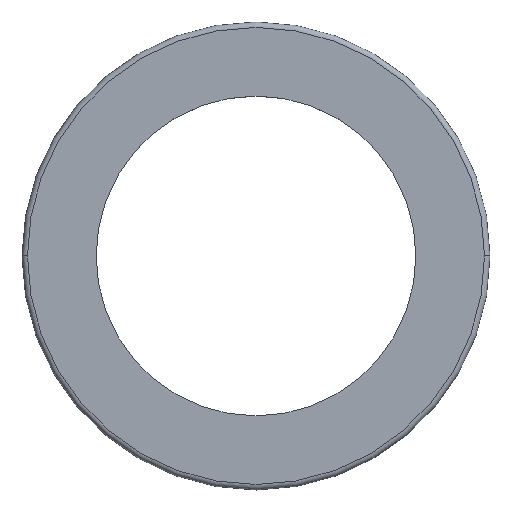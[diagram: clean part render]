
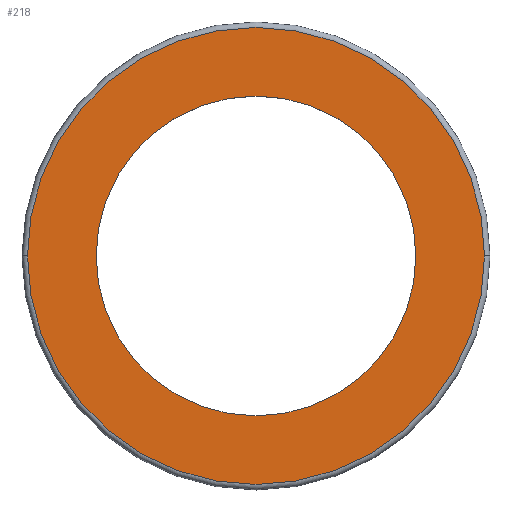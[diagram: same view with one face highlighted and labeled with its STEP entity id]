
A CAD part, top view. The second image highlights one B-rep face of the part: STEP entity #218.
In plain terms, the highlighted planar face has unit normal (0, 0, 1).
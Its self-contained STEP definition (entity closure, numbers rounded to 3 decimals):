
#44=CARTESIAN_POINT('',(0.,0.,0.33));
#45=DIRECTION('',(0.,0.,-1.));
#46=DIRECTION('',(1.,0.,0.));
#47=AXIS2_PLACEMENT_3D('',#44,#45,#46);
#49=CARTESIAN_POINT('',(0.,0.,0.33));
#50=DIRECTION('',(0.,0.,-1.));
#51=DIRECTION('',(-1.,0.,0.));
#52=AXIS2_PLACEMENT_3D('',#49,#50,#51);
#54=CARTESIAN_POINT('',(0.,0.,0.33));
#55=DIRECTION('',(0.,0.,1.));
#56=DIRECTION('',(1.,0.,0.));
#57=AXIS2_PLACEMENT_3D('',#54,#55,#56);
#59=CARTESIAN_POINT('',(0.,0.,0.33));
#60=DIRECTION('',(0.,0.,1.));
#61=DIRECTION('',(-1.,0.,0.));
#62=AXIS2_PLACEMENT_3D('',#59,#60,#61);
#116=CARTESIAN_POINT('',(2.05,0.,0.33));
#117=CARTESIAN_POINT('',(-2.05,0.,0.33));
#118=VERTEX_POINT('',#116);
#119=VERTEX_POINT('',#117);
#120=CARTESIAN_POINT('',(2.93,0.,0.33));
#121=CARTESIAN_POINT('',(-2.93,0.,0.33));
#122=VERTEX_POINT('',#120);
#123=VERTEX_POINT('',#121);
#203=CARTESIAN_POINT('',(0.,0.,0.33));
#204=DIRECTION('',(0.,0.,1.));
#205=DIRECTION('',(1.,0.,0.));
#206=AXIS2_PLACEMENT_3D('',#203,#204,#205);
#207=PLANE('',#206);
#209=ORIENTED_EDGE('',*,*,#208,.F.);
#211=ORIENTED_EDGE('',*,*,#210,.F.);
#212=EDGE_LOOP('',(#209,#211));
#213=FACE_OUTER_BOUND('',#212,.F.);
#214=ORIENTED_EDGE('',*,*,#169,.F.);
#215=ORIENTED_EDGE('',*,*,#190,.F.);
#216=EDGE_LOOP('',(#214,#215));
#217=FACE_BOUND('',#216,.F.);
#48=CIRCLE('',#47,2.05);
#53=CIRCLE('',#52,2.05);
#58=CIRCLE('',#57,2.93);
#63=CIRCLE('',#62,2.93);
#169=EDGE_CURVE('',#118,#119,#48,.T.);
#190=EDGE_CURVE('',#119,#118,#53,.T.);
#208=EDGE_CURVE('',#122,#123,#58,.T.);
#210=EDGE_CURVE('',#123,#122,#63,.T.);
#218=ADVANCED_FACE('',(#213,#217),#207,.T.);
